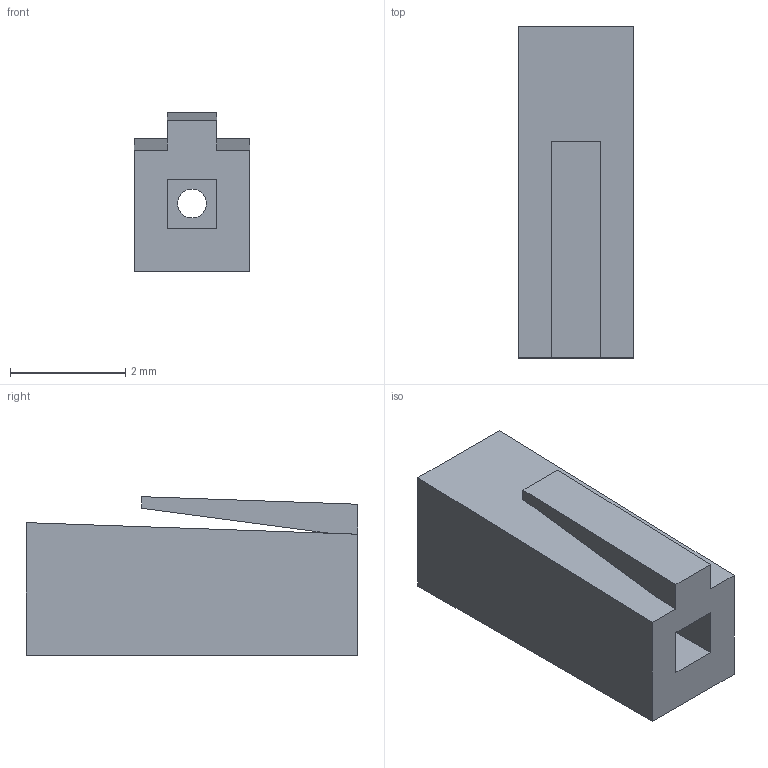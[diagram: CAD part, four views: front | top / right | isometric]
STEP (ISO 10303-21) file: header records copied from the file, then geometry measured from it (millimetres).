
FILE_DESCRIPTION(/* description */ (''),/* implementation_level */ '2;1');
FILE_NAME(/* name */ 'cable_cap.stp',/* time_stamp */ '2017-09-11T07:53:29+02:00',/* author */ (''),/* organization */ (''),/* preprocessor_version */ 'ST-DEVELOPER v16',/* originating_system */ 'SIEMENS PLM Software NX 11.0',/* authorisation */ '');
FILE_SCHEMA (('AUTOMOTIVE_DESIGN { 1 0 10303 214 3 1 1 1 }'));
Length unit declared in the file: millimetre
Products named in the file (1): cable_cap
Bounding box: 2 x 5.75 x 2.75 mm (x, y, z)
Volume: 24.3 mm3; surface area: 78.3 mm2
Topology: 1 solids, 1 shells, 18 faces, 44 edges, 29 vertices
Faces by surface type: plane 16, cylinder 1, cone 1
Full cylindrical faces by diameter (mm): 0.5 x1
Entity records: 541 total; most frequent: CARTESIAN_POINT 90, ORIENTED_EDGE 84, DIRECTION 83, EDGE_CURVE 42, LINE 39, VECTOR 39, VERTEX_POINT 29, EDGE_LOOP 23
